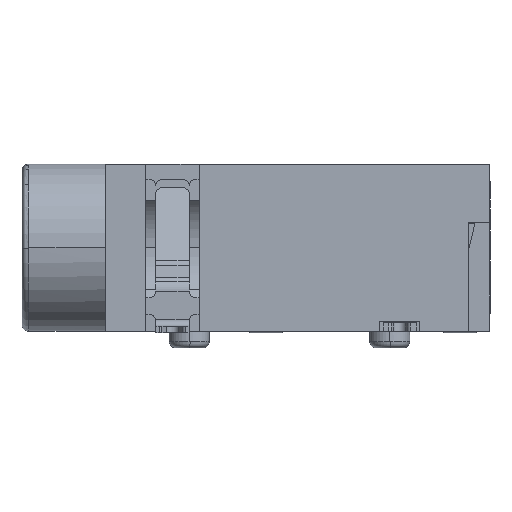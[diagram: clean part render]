
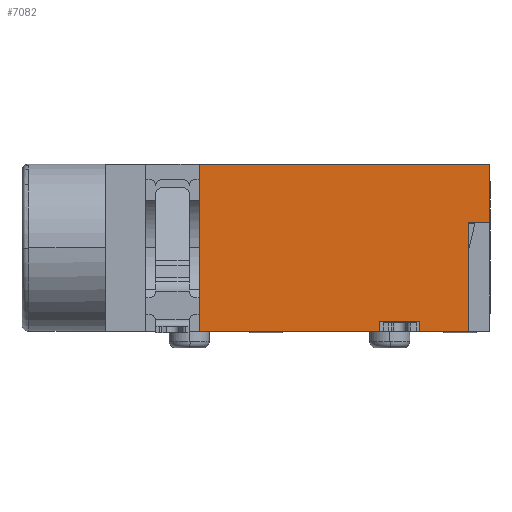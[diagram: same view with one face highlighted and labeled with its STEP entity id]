
A CAD part, front view. The second image highlights one B-rep face of the part: STEP entity #7082.
In plain terms, the highlighted planar face has unit normal (0, -1, 0).
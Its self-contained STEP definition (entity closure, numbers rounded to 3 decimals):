
#1714 = VERTEX_POINT('',#1715);
#1715 = CARTESIAN_POINT('',(-2.95,-3.,5.05));
#1721 = EDGE_CURVE('',#1722,#1714,#1724,.T.);
#1722 = VERTEX_POINT('',#1723);
#1723 = CARTESIAN_POINT('',(5.75,-3.,5.05));
#1724 = LINE('',#1725,#1726);
#1725 = CARTESIAN_POINT('',(5.75,-3.,5.05));
#1726 = VECTOR('',#1727,1.);
#1727 = DIRECTION('',(-1.,0.,0.));
#6471 = VERTEX_POINT('',#6472);
#6472 = CARTESIAN_POINT('',(2.45,-3.,0.35));
#6478 = EDGE_CURVE('',#6471,#6479,#6481,.T.);
#6479 = VERTEX_POINT('',#6480);
#6480 = CARTESIAN_POINT('',(2.45,-3.,
    0.05));
#6481 = LINE('',#6482,#6483);
#6482 = CARTESIAN_POINT('',(2.45,-3.,0.35));
#6483 = VECTOR('',#6484,1.);
#6484 = DIRECTION('',(0.,0.,-1.));
#7037 = VERTEX_POINT('',#7038);
#7038 = CARTESIAN_POINT('',(3.65,-3.,
    0.05));
#7044 = EDGE_CURVE('',#7045,#7037,#7047,.T.);
#7045 = VERTEX_POINT('',#7046);
#7046 = CARTESIAN_POINT('',(3.65,-3.,0.35));
#7047 = LINE('',#7048,#7049);
#7048 = CARTESIAN_POINT('',(3.65,-3.,0.35));
#7049 = VECTOR('',#7050,1.);
#7050 = DIRECTION('',(0.,0.,-1.));
#7070 = EDGE_CURVE('',#6471,#7045,#7071,.T.);
#7071 = LINE('',#7072,#7073);
#7072 = CARTESIAN_POINT('',(2.45,-3.,0.35));
#7073 = VECTOR('',#7074,1.);
#7074 = DIRECTION('',(1.,0.,0.));
#7082 = ADVANCED_FACE('',(#7083),#7133,.T.);
#7083 = FACE_BOUND('',#7084,.T.);
#7084 = EDGE_LOOP('',(#7085,#7093,#7094,#7102,#7108,#7109,#7110,#7111,
    #7119,#7127));
#7085 = ORIENTED_EDGE('',*,*,#7086,.T.);
#7086 = EDGE_CURVE('',#7087,#1722,#7089,.T.);
#7087 = VERTEX_POINT('',#7088);
#7088 = CARTESIAN_POINT('',(5.75,-3.,3.3));
#7089 = LINE('',#7090,#7091);
#7090 = CARTESIAN_POINT('',(5.75,-3.,3.3));
#7091 = VECTOR('',#7092,1.);
#7092 = DIRECTION('',(-0.,0.,1.));
#7093 = ORIENTED_EDGE('',*,*,#1721,.T.);
#7094 = ORIENTED_EDGE('',*,*,#7095,.F.);
#7095 = EDGE_CURVE('',#7096,#1714,#7098,.T.);
#7096 = VERTEX_POINT('',#7097);
#7097 = CARTESIAN_POINT('',(-2.95,-3.,0.05));
#7098 = LINE('',#7099,#7100);
#7099 = CARTESIAN_POINT('',(-2.95,-3.,0.05));
#7100 = VECTOR('',#7101,1.);
#7101 = DIRECTION('',(-0.,0.,1.));
#7102 = ORIENTED_EDGE('',*,*,#7103,.F.);
#7103 = EDGE_CURVE('',#6479,#7096,#7104,.T.);
#7104 = LINE('',#7105,#7106);
#7105 = CARTESIAN_POINT('',(2.45,-3.,
    0.05));
#7106 = VECTOR('',#7107,1.);
#7107 = DIRECTION('',(-1.,0.,0.));
#7108 = ORIENTED_EDGE('',*,*,#6478,.F.);
#7109 = ORIENTED_EDGE('',*,*,#7070,.T.);
#7110 = ORIENTED_EDGE('',*,*,#7044,.T.);
#7111 = ORIENTED_EDGE('',*,*,#7112,.F.);
#7112 = EDGE_CURVE('',#7113,#7037,#7115,.T.);
#7113 = VERTEX_POINT('',#7114);
#7114 = CARTESIAN_POINT('',(5.1,-3.,0.05));
#7115 = LINE('',#7116,#7117);
#7116 = CARTESIAN_POINT('',(5.1,-3.,0.05));
#7117 = VECTOR('',#7118,1.);
#7118 = DIRECTION('',(-1.,0.,0.));
#7119 = ORIENTED_EDGE('',*,*,#7120,.F.);
#7120 = EDGE_CURVE('',#7121,#7113,#7123,.T.);
#7121 = VERTEX_POINT('',#7122);
#7122 = CARTESIAN_POINT('',(5.1,-3.,3.3));
#7123 = LINE('',#7124,#7125);
#7124 = CARTESIAN_POINT('',(5.1,-3.,3.3));
#7125 = VECTOR('',#7126,1.);
#7126 = DIRECTION('',(0.,0.,-1.));
#7127 = ORIENTED_EDGE('',*,*,#7128,.T.);
#7128 = EDGE_CURVE('',#7121,#7087,#7129,.T.);
#7129 = LINE('',#7130,#7131);
#7130 = CARTESIAN_POINT('',(5.1,-3.,3.3));
#7131 = VECTOR('',#7132,1.);
#7132 = DIRECTION('',(1.,0.,0.));
#7133 = PLANE('',#7134);
#7134 = AXIS2_PLACEMENT_3D('',#7135,#7136,#7137);
#7135 = CARTESIAN_POINT('',(5.75,-3.,0.05));
#7136 = DIRECTION('',(0.,-1.,0.));
#7137 = DIRECTION('',(-1.,0.,0.));
